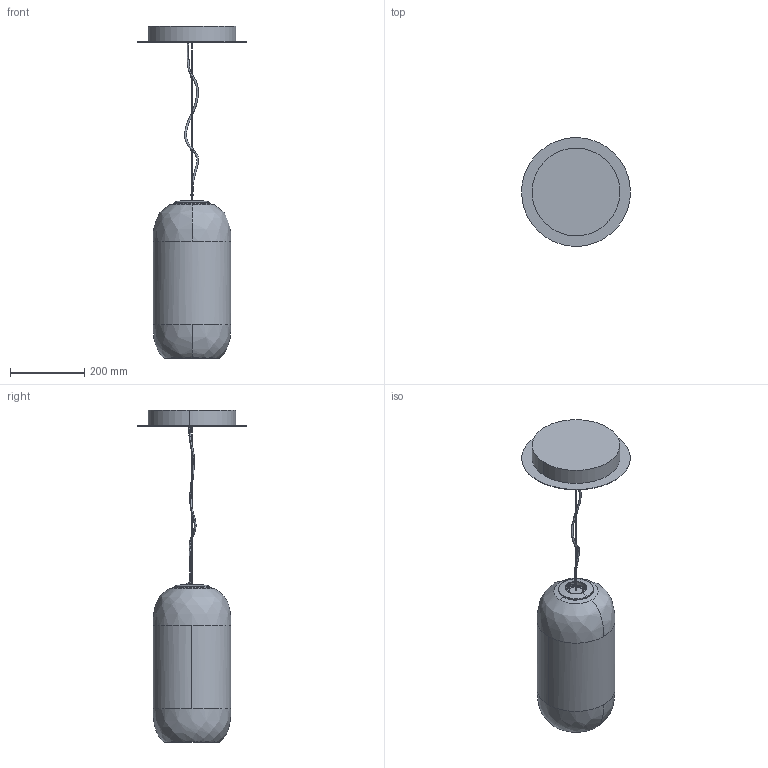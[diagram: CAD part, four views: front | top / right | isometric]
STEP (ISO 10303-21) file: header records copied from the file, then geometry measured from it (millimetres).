
FILE_DESCRIPTION(/* description */ (''),/* implementation_level */ '2;1');
FILE_NAME(/* name */ 'Gople RWB',/* time_stamp */ '2022-07-20T10:08:39+02:00',/* author */ (''),/* organization */ (''),/* preprocessor_version */ 'ST-DEVELOPER v16.5',/* originating_system */ 'Rhino 7.17',/* authorisation */ '');
FILE_SCHEMA (('CONFIG_CONTROL_DESIGN'));
Length unit declared in the file: millimetre
Products named in the file (1): Document
Bounding box: 292.94 x 292.3 x 894.28 mm (x, y, z)
Volume: 3369822.3 mm3; surface area: 798137.9 mm2
Topology: 10 solids, 16 shells, 587 faces, 1598 edges, 1044 vertices
Faces by surface type: plane 290, bspline 230, cylinder 67
Entity records: 22172 total; most frequent: CARTESIAN_POINT 12243, ORIENTED_EDGE 3171, EDGE_CURVE 1598, B_SPLINE_CURVE_WITH_KNOTS 1105, VERTEX_POINT 1044, EDGE_LOOP 613, ADVANCED_FACE 587, FACE_OUTER_BOUND 587
